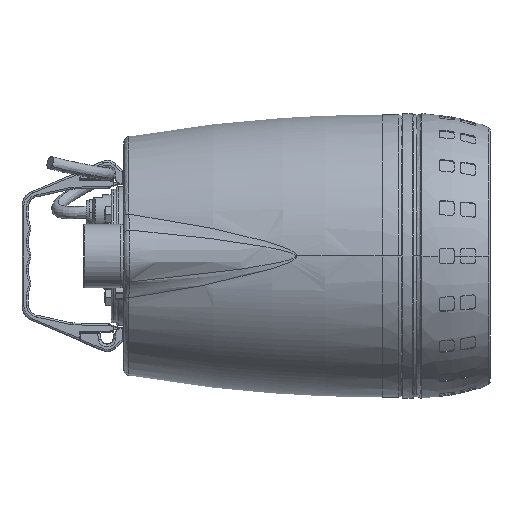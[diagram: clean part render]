
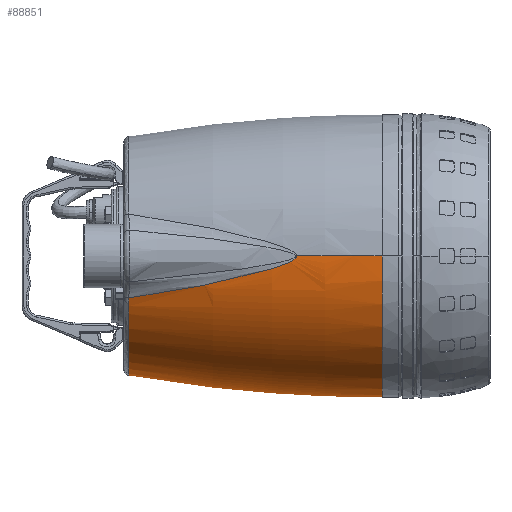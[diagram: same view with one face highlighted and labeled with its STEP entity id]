
A CAD part, left-side view. The second image highlights one B-rep face of the part: STEP entity #88851.
In plain terms, the highlighted toroidal (fillet/blend) face has major radius 1069.78 mm and minor radius 1183.03 mm.
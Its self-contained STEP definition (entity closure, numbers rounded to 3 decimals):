
#118 = CARTESIAN_POINT ( 'NONE',  ( -98.94, 229.415, -55.638 ) ) ;
#1242 = EDGE_CURVE ( 'NONE', #44338, #66187, #100250, .T. ) ;
#2025 = CARTESIAN_POINT ( 'NONE',  ( -131.141, 106.986, -7.664 ) ) ;
#2564 = CARTESIAN_POINT ( 'NONE',  ( -132.049, 96.465, -2.477 ) ) ;
#3155 = CIRCLE ( 'NONE', #23865, 1183.031 ) ;
#3918 = B_SPLINE_CURVE_WITH_KNOTS ( 'NONE', 3,
 ( #54651, #5547, #96214, #44948, #77920, #36878, #13093, #87615, #46017, #69815, #78979, #102730, #104320, #86566, #12570, #80565, #32500, #104834, #118, #22782, #23317, #40044, #40577 ),
 .UNSPECIFIED., .F., .F.,
 ( 4, 1, 1, 1, 1, 1, 1, 1, 1, 1, 1, 1, 1, 1, 1, 1, 1, 1, 1, 1, 4 ),
 ( 0., 0.031, 0.063, 0.094, 0.125, 0.188, 0.25, 0.313, 0.375, 0.438, 0.5, 0.562, 0.625, 0.687, 0.75, 0.812, 0.875, 0.906, 0.937, 0.969, 1. ),
 .UNSPECIFIED. ) ;
#5547 = CARTESIAN_POINT ( 'NONE',  ( 74.836, 229.415, -2.774 ) ) ;
#7404 = CARTESIAN_POINT ( 'NONE',  ( -20.893, 26.561, 0. ) ) ;
#8060 = CARTESIAN_POINT ( 'NONE',  ( 92.357, 26.561, 0. ) ) ;
#8996 = FACE_OUTER_BOUND ( 'NONE', #17775, .T. ) ;
#10074 = CARTESIAN_POINT ( 'NONE',  ( -128.62, 130.215, -14.544 ) ) ;
#10612 = CARTESIAN_POINT ( 'NONE',  ( -130.945, 109.054, -8.388 ) ) ;
#11156 = CARTESIAN_POINT ( 'NONE',  ( -131.84, 99.037, -4.23 ) ) ;
#11821 = CARTESIAN_POINT ( 'NONE',  ( -20.893, 26.561, 0. ) ) ;
#12570 = CARTESIAN_POINT ( 'NONE',  ( -53.219, 229.415, -90.619 ) ) ;
#13093 = CARTESIAN_POINT ( 'NONE',  ( 62.513, 229.415, -47.962 ) ) ;
#15680 = EDGE_CURVE ( 'NONE', #104741, #53500, #48229, .T. ) ;
#17038 = CARTESIAN_POINT ( 'NONE',  ( -134.143, 26.561, 0. ) ) ;
#17670 = CARTESIAN_POINT ( 'NONE',  ( -114.469, 212.122, -31.144 ) ) ;
#17775 = EDGE_LOOP ( 'NONE', ( #70115, #101523, #56689, #89394, #96264 ) ) ;
#18195 = CARTESIAN_POINT ( 'NONE',  ( -125.685, 151.68, -19.726 ) ) ;
#18720 = CARTESIAN_POINT ( 'NONE',  ( -131.762, 99.979, -4.731 ) ) ;
#21060 = CARTESIAN_POINT ( 'NONE',  ( 74.836, 229.415, 0. ) ) ;
#22782 = CARTESIAN_POINT ( 'NONE',  ( -103.479, 229.415, -48.648 ) ) ;
#23317 = CARTESIAN_POINT ( 'NONE',  ( -107.392, 229.415, -41.291 ) ) ;
#23865 = AXIS2_PLACEMENT_3D ( 'NONE', #51281, #67513, #24903 ) ;
#24654 = EDGE_CURVE ( 'NONE', #66187, #104741, #95937, .T. ) ;
#24903 = DIRECTION ( 'NONE',  ( 0., 1., 0. ) ) ;
#26841 = CARTESIAN_POINT ( 'NONE',  ( -130.095, 117.448, -11.039 ) ) ;
#27900 = CARTESIAN_POINT ( 'NONE',  ( -124.342, 160.295, -21.619 ) ) ;
#32500 = CARTESIAN_POINT ( 'NONE',  ( -82.176, 229.415, -74.171 ) ) ;
#33049 = AXIS2_PLACEMENT_3D ( 'NONE', #56116, #37803, #80438 ) ;
#33880 = CARTESIAN_POINT ( 'NONE',  ( -130.742, 111.137, -9.082 ) ) ;
#34416 = CARTESIAN_POINT ( 'NONE',  ( -110.539, 229.415, -33.578 ) ) ;
#35478 = CARTESIAN_POINT ( 'NONE',  ( -132.095, 95.877, -1.874 ) ) ;
#35995 = CARTESIAN_POINT ( 'NONE',  ( -110.877, 227.974, -33.39 ) ) ;
#36878 = CARTESIAN_POINT ( 'NONE',  ( 68.384, 229.415, -35.321 ) ) ;
#37803 = DIRECTION ( 'NONE',  ( 0., 0., 1. ) ) ;
#40044 = CARTESIAN_POINT ( 'NONE',  ( -109.566, 229.415, -36.176 ) ) ;
#40577 = CARTESIAN_POINT ( 'NONE',  ( -110.539, 229.415, -33.578 ) ) ;
#41398 = CARTESIAN_POINT ( 'NONE',  ( -110.539, 229.415, -33.578 ) ) ;
#42507 = VERTEX_POINT ( 'NONE', #21060 ) ;
#43014 = CARTESIAN_POINT ( 'NONE',  ( -129.629, 121.688, -12.253 ) ) ;
#43551 = CARTESIAN_POINT ( 'NONE',  ( -131.985, 97.262, -3.114 ) ) ;
#44338 = VERTEX_POINT ( 'NONE', #41398 ) ;
#44948 = CARTESIAN_POINT ( 'NONE',  ( 73.51, 229.415, -16.589 ) ) ;
#46017 = CARTESIAN_POINT ( 'NONE',  ( 41.166, 229.415, -73.523 ) ) ;
#48229 = CIRCLE ( 'NONE', #72347, 113.25 ) ;
#50588 = CARTESIAN_POINT ( 'NONE',  ( -120.88, 180.432, -25.716 ) ) ;
#51281 = CARTESIAN_POINT ( 'NONE',  ( -1090.673, 26.561, 0. ) ) ;
#51636 = CARTESIAN_POINT ( 'NONE',  ( -112.866, 219.327, -32.205 ) ) ;
#52720 = CARTESIAN_POINT ( 'NONE',  ( -129.137, 125.945, -13.418 ) ) ;
#53500 = VERTEX_POINT ( 'NONE', #8060 ) ;
#54651 = CARTESIAN_POINT ( 'NONE',  ( 74.836, 229.415, 0. ) ) ;
#56116 = CARTESIAN_POINT ( 'NONE',  ( 1048.888, 26.561, 0. ) ) ;
#56689 = ORIENTED_EDGE ( 'NONE', *, *, #84688, .F. ) ;
#58713 = CARTESIAN_POINT ( 'NONE',  ( -111.548, 225.092, -33.006 ) ) ;
#60303 = CARTESIAN_POINT ( 'NONE',  ( -132.142, 95.277, -0.913 ) ) ;
#60443 = DIRECTION ( 'NONE',  ( 1., 0., 0. ) ) ;
#66187 = VERTEX_POINT ( 'NONE', #98093 ) ;
#67338 = CARTESIAN_POINT ( 'NONE',  ( -116.318, 203.476, -29.778 ) ) ;
#67513 = DIRECTION ( 'NONE',  ( 0., 0., -1. ) ) ;
#67871 = CARTESIAN_POINT ( 'NONE',  ( -131.329, 104.94, -6.903 ) ) ;
#68927 = CARTESIAN_POINT ( 'NONE',  ( -118.679, 191.952, -27.836 ) ) ;
#69815 = CARTESIAN_POINT ( 'NONE',  ( 27.505, 229.415, -83.154 ) ) ;
#70115 = ORIENTED_EDGE ( 'NONE', *, *, #24654, .F. ) ;
#72347 = AXIS2_PLACEMENT_3D ( 'NONE', #11821, #102531, #60443 ) ;
#74869 = EDGE_CURVE ( 'NONE', #42507, #53500, #3155, .T. ) ;
#75960 = CARTESIAN_POINT ( 'NONE',  ( -130.462, 113.933, -9.975 ) ) ;
#77920 = CARTESIAN_POINT ( 'NONE',  ( 71.712, 229.415, -24.727 ) ) ;
#78979 = CARTESIAN_POINT ( 'NONE',  ( 12.382, 229.415, -90.275 ) ) ;
#80438 = DIRECTION ( 'NONE',  ( 1., 0., 0. ) ) ;
#80565 = CARTESIAN_POINT ( 'NONE',  ( -68.416, 229.415, -83.656 ) ) ;
#81514 = AXIS2_PLACEMENT_3D ( 'NONE', #7404, #106719, #81934 ) ;
#81934 = DIRECTION ( 'NONE',  ( 1., 0., 0. ) ) ;
#84610 = CARTESIAN_POINT ( 'NONE',  ( -131.915, 98.127, -3.694 ) ) ;
#84688 = EDGE_CURVE ( 'NONE', #42507, #44338, #3918, .T. ) ;
#85151 = CARTESIAN_POINT ( 'NONE',  ( -131.653, 101.269, -5.363 ) ) ;
#86566 = CARTESIAN_POINT ( 'NONE',  ( -37.048, 229.415, -94.847 ) ) ;
#87615 = CARTESIAN_POINT ( 'NONE',  ( 52.954, 229.415, -61.672 ) ) ;
#88851 = ADVANCED_FACE ( 'NONE', ( #8996 ), #98506, .T. ) ;
#89394 = ORIENTED_EDGE ( 'NONE', *, *, #74869, .T. ) ;
#92170 = CARTESIAN_POINT ( 'NONE',  ( -127.898, 135.924, -15.998 ) ) ;
#92680 = CARTESIAN_POINT ( 'NONE',  ( -131.51, 102.921, -6.094 ) ) ;
#93211 = CARTESIAN_POINT ( 'NONE',  ( -132.153, 95.133, -0.466 ) ) ;
#93755 = CARTESIAN_POINT ( 'NONE',  ( -126.935, 143.078, -17.74 ) ) ;
#95874 = CARTESIAN_POINT ( 'NONE',  ( -132.156, 95.099, 0. ) ) ;
#95937 = CIRCLE ( 'NONE', #33049, 1183.031 ) ;
#96214 = CARTESIAN_POINT ( 'NONE',  ( 74.594, 229.415, -8.326 ) ) ;
#96264 = ORIENTED_EDGE ( 'NONE', *, *, #15680, .F. ) ;
#96405 = CARTESIAN_POINT ( 'NONE',  ( -132.156, 95.099, -0.153 ) ) ;
#98093 = CARTESIAN_POINT ( 'NONE',  ( -132.156, 95.099, 0. ) ) ;
#98506 = TOROIDAL_SURFACE ( 'NONE', #81514, -1069.781, 1183.031 ) ;
#100250 = B_SPLINE_CURVE_WITH_KNOTS ( 'NONE', 3,
 ( #34416, #35995, #58713, #51636, #17670, #67338, #68927, #50588, #100259, #27900, #18195, #93755, #92170, #10074, #52720, #43014, #26841, #75960, #33880, #10612, #2025, #67871, #92680, #85151, #18720, #11156, #84610, #43551, #2564, #35478, #101311, #60303, #93211, #96405, #95874 ),
 .UNSPECIFIED., .F., .F.,
 ( 4, 1, 1, 1, 1, 1, 1, 1, 1, 1, 1, 1, 1, 1, 1, 1, 1, 1, 1, 1, 1, 1, 1, 1, 1, 1, 1, 1, 1, 1, 1, 1, 4 ),
 ( 0., 0.016, 0.032, 0.063, 0.095, 0.127, 0.19, 0.222, 0.253, 0.285, 0.317, 0.348, 0.364, 0.38, 0.395, 0.411, 0.427, 0.434, 0.442, 0.45, 0.458, 0.465, 0.473, 0.477, 0.48, 0.484, 0.488, 0.491, 0.494, 0.496, 0.497, 0.499, 0.5 ),
 .UNSPECIFIED. ) ;
#100259 = CARTESIAN_POINT ( 'NONE',  ( -122.909, 168.92, -23.424 ) ) ;
#101311 = CARTESIAN_POINT ( 'NONE',  ( -132.125, 95.497, -1.335 ) ) ;
#101523 = ORIENTED_EDGE ( 'NONE', *, *, #1242, .F. ) ;
#102531 = DIRECTION ( 'NONE',  ( 0., -1., 0. ) ) ;
#102730 = CARTESIAN_POINT ( 'NONE',  ( -3.744, 229.415, -94.672 ) ) ;
#104320 = CARTESIAN_POINT ( 'NONE',  ( -20.388, 229.415, -96.211 ) ) ;
#104741 = VERTEX_POINT ( 'NONE', #17038 ) ;
#104834 = CARTESIAN_POINT ( 'NONE',  ( -92.108, 229.415, -64.392 ) ) ;
#106719 = DIRECTION ( 'NONE',  ( 0., -1., 0. ) ) ;
